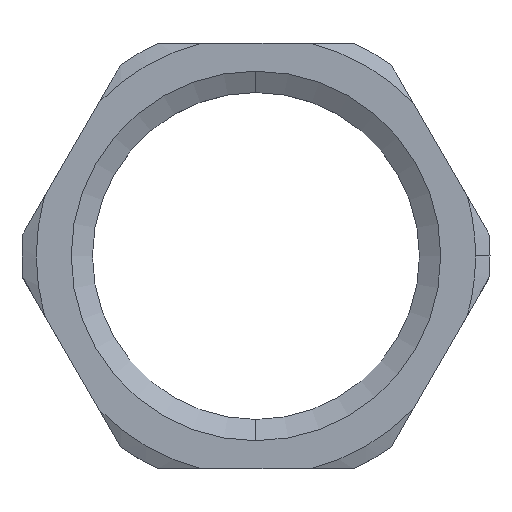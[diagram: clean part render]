
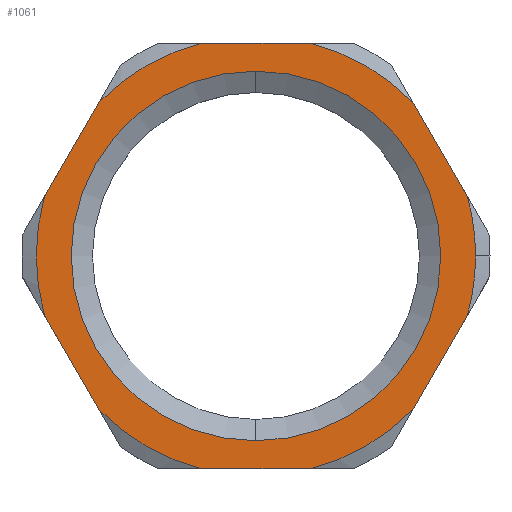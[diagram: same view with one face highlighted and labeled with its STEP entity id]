
A CAD part, top view. The second image highlights one B-rep face of the part: STEP entity #1061.
In plain terms, the highlighted planar face has unit normal (0, 0, 1).
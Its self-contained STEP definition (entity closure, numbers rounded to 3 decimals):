
#4 = VERTEX_POINT ( 'NONE', #991 ) ;
#7 = DIRECTION ( 'NONE',  ( 0., 1., 0. ) ) ;
#21 = AXIS2_PLACEMENT_3D ( 'NONE', #800, #381, #176 ) ;
#51 = EDGE_LOOP ( 'NONE', ( #958, #197 ) ) ;
#68 = DIRECTION ( 'NONE',  ( -1., 0., 0. ) ) ;
#70 = EDGE_CURVE ( 'NONE', #4, #1172, #978, .T. ) ;
#100 = CARTESIAN_POINT ( 'NONE',  ( 0., 0., 0. ) ) ;
#106 = CARTESIAN_POINT ( 'NONE',  ( 0., 0., 0. ) ) ;
#124 = VERTEX_POINT ( 'NONE', #276 ) ;
#125 = DIRECTION ( 'NONE',  ( 0., 0., 1. ) ) ;
#129 = EDGE_CURVE ( 'NONE', #124, #684, #880, .T. ) ;
#142 = EDGE_CURVE ( 'NONE', #805, #300, #1062, .T. ) ;
#144 = CARTESIAN_POINT ( 'NONE',  ( -2.433, 9.5, 0. ) ) ;
#149 = VECTOR ( 'NONE', #174, 1000. ) ;
#168 = DIRECTION ( 'NONE',  ( 0., -1., 0. ) ) ;
#174 = DIRECTION ( 'NONE',  ( -0.5, 0.866, 0. ) ) ;
#176 = DIRECTION ( 'NONE',  ( 0., 1., 0. ) ) ;
#197 = ORIENTED_EDGE ( 'NONE', *, *, #1056, .T. ) ;
#210 = ORIENTED_EDGE ( 'NONE', *, *, #582, .T. ) ;
#214 = CARTESIAN_POINT ( 'NONE',  ( 0., 0., 0. ) ) ;
#227 = ORIENTED_EDGE ( 'NONE', *, *, #573, .F. ) ;
#241 = CIRCLE ( 'NONE', #1228, 9.807 ) ;
#246 = EDGE_CURVE ( 'NONE', #300, #418, #568, .T. ) ;
#253 = EDGE_CURVE ( 'NONE', #684, #926, #1007, .T. ) ;
#266 = ORIENTED_EDGE ( 'NONE', *, *, #644, .F. ) ;
#272 = FACE_BOUND ( 'NONE', #51, .T. ) ;
#276 = CARTESIAN_POINT ( 'NONE',  ( 7.011, -6.857, 0. ) ) ;
#291 = EDGE_CURVE ( 'NONE', #415, #1287, #893, .T. ) ;
#293 = DIRECTION ( 'NONE',  ( 0., 0., -1. ) ) ;
#300 = VERTEX_POINT ( 'NONE', #376 ) ;
#338 = CARTESIAN_POINT ( 'NONE',  ( -2.433, -9.5, 0. ) ) ;
#376 = CARTESIAN_POINT ( 'NONE',  ( 2.433, 9.5, 0. ) ) ;
#381 = DIRECTION ( 'NONE',  ( 0., 0., -1. ) ) ;
#391 = ORIENTED_EDGE ( 'NONE', *, *, #723, .T. ) ;
#414 = DIRECTION ( 'NONE',  ( 0., 0., -1. ) ) ;
#415 = VERTEX_POINT ( 'NONE', #925 ) ;
#418 = VERTEX_POINT ( 'NONE', #725 ) ;
#419 = VECTOR ( 'NONE', #1190, 1000. ) ;
#426 = VECTOR ( 'NONE', #1258, 1000. ) ;
#427 = VERTEX_POINT ( 'NONE', #618 ) ;
#429 = DIRECTION ( 'NONE',  ( 0.5, -0.866, 0. ) ) ;
#464 = DIRECTION ( 'NONE',  ( 0., 0., -1. ) ) ;
#522 = LINE ( 'NONE', #1045, #820 ) ;
#527 = CARTESIAN_POINT ( 'NONE',  ( -7.011, 6.857, 0. ) ) ;
#533 = DIRECTION ( 'NONE',  ( 0.963, -0.269, 0. ) ) ;
#535 = CIRCLE ( 'NONE', #21, 8.25 ) ;
#548 = DIRECTION ( 'NONE',  ( 1., 0., 0. ) ) ;
#558 = ORIENTED_EDGE ( 'NONE', *, *, #246, .F. ) ;
#568 = CIRCLE ( 'NONE', #1329, 9.807 ) ;
#571 = DIRECTION ( 'NONE',  ( 0.248, 0.969, 0. ) ) ;
#573 = EDGE_CURVE ( 'NONE', #1181, #124, #1196, .T. ) ;
#582 = EDGE_CURVE ( 'NONE', #415, #1172, #1139, .T. ) ;
#583 = ORIENTED_EDGE ( 'NONE', *, *, #253, .F. ) ;
#614 = DIRECTION ( 'NONE',  ( 0.963, -0.269, 0. ) ) ;
#618 = CARTESIAN_POINT ( 'NONE',  ( 0., -8.25, 0. ) ) ;
#632 = CARTESIAN_POINT ( 'NONE',  ( 0., 8.25, 0. ) ) ;
#635 = CARTESIAN_POINT ( 'NONE',  ( 9.807, 0., 0. ) ) ;
#639 = ORIENTED_EDGE ( 'NONE', *, *, #70, .F. ) ;
#643 = CARTESIAN_POINT ( 'NONE',  ( 0., 0., 0. ) ) ;
#644 = EDGE_CURVE ( 'NONE', #418, #699, #522, .T. ) ;
#670 = EDGE_CURVE ( 'NONE', #926, #4, #1286, .T. ) ;
#674 = VERTEX_POINT ( 'NONE', #632 ) ;
#683 = CARTESIAN_POINT ( 'NONE',  ( 0., 0., 0. ) ) ;
#684 = VERTEX_POINT ( 'NONE', #1131 ) ;
#695 = CARTESIAN_POINT ( 'NONE',  ( 0., 0., 0. ) ) ;
#699 = VERTEX_POINT ( 'NONE', #1251 ) ;
#700 = DIRECTION ( 'NONE',  ( -0.715, 0.699, 0. ) ) ;
#723 = EDGE_CURVE ( 'NONE', #1181, #888, #241, .T. ) ;
#725 = CARTESIAN_POINT ( 'NONE',  ( 7.011, 6.857, 0. ) ) ;
#749 = AXIS2_PLACEMENT_3D ( 'NONE', #1202, #293, #700 ) ;
#753 = DIRECTION ( 'NONE',  ( 0.715, -0.699, 0. ) ) ;
#772 = CIRCLE ( 'NONE', #749, 9.807 ) ;
#774 = AXIS2_PLACEMENT_3D ( 'NONE', #842, #414, #1123 ) ;
#800 = CARTESIAN_POINT ( 'NONE',  ( 0., 0., 0. ) ) ;
#805 = VERTEX_POINT ( 'NONE', #904 ) ;
#820 = VECTOR ( 'NONE', #429, 1000. ) ;
#832 = CARTESIAN_POINT ( 'NONE',  ( 9.444, -2.643, 0. ) ) ;
#842 = CARTESIAN_POINT ( 'NONE',  ( 0., 0., 0. ) ) ;
#846 = DIRECTION ( 'NONE',  ( 0., 0., 1. ) ) ;
#860 = ORIENTED_EDGE ( 'NONE', *, *, #291, .F. ) ;
#868 = ORIENTED_EDGE ( 'NONE', *, *, #129, .F. ) ;
#874 = CARTESIAN_POINT ( 'NONE',  ( 0., 0., 0. ) ) ;
#880 = CIRCLE ( 'NONE', #1129, 9.807 ) ;
#888 = VERTEX_POINT ( 'NONE', #635 ) ;
#893 = LINE ( 'NONE', #1290, #419 ) ;
#901 = CARTESIAN_POINT ( 'NONE',  ( 9.444, -2.643, 0. ) ) ;
#904 = CARTESIAN_POINT ( 'NONE',  ( -2.433, 9.5, 0. ) ) ;
#906 = EDGE_CURVE ( 'NONE', #888, #699, #941, .T. ) ;
#919 = ORIENTED_EDGE ( 'NONE', *, *, #906, .T. ) ;
#925 = CARTESIAN_POINT ( 'NONE',  ( -9.444, 2.643, 0. ) ) ;
#926 = VERTEX_POINT ( 'NONE', #338 ) ;
#939 = DIRECTION ( 'NONE',  ( 0., 0., 1. ) ) ;
#941 = CIRCLE ( 'NONE', #1135, 9.807 ) ;
#944 = DIRECTION ( 'NONE',  ( -0.963, 0.269, 0. ) ) ;
#950 = VECTOR ( 'NONE', #548, 1000. ) ;
#955 = EDGE_LOOP ( 'NONE', ( #266, #558, #1278, #1066, #860, #210, #639, #1292, #583, #868, #227, #391, #919 ) ) ;
#958 = ORIENTED_EDGE ( 'NONE', *, *, #1297, .F. ) ;
#978 = LINE ( 'NONE', #1187, #149 ) ;
#980 = FACE_OUTER_BOUND ( 'NONE', #955, .T. ) ;
#989 = CARTESIAN_POINT ( 'NONE',  ( 2.433, -9.5, 0. ) ) ;
#991 = CARTESIAN_POINT ( 'NONE',  ( -7.011, -6.857, 0. ) ) ;
#992 = CIRCLE ( 'NONE', #1179, 8.25 ) ;
#1005 = CARTESIAN_POINT ( 'NONE',  ( -9.444, -2.643, 0. ) ) ;
#1007 = LINE ( 'NONE', #989, #1087 ) ;
#1045 = CARTESIAN_POINT ( 'NONE',  ( 7.011, 6.857, 0. ) ) ;
#1056 = EDGE_CURVE ( 'NONE', #674, #427, #535, .T. ) ;
#1061 = ADVANCED_FACE ( 'NONE', ( #272, #980 ), #1081, .F. ) ;
#1062 = LINE ( 'NONE', #144, #950 ) ;
#1066 = ORIENTED_EDGE ( 'NONE', *, *, #1191, .F. ) ;
#1072 = AXIS2_PLACEMENT_3D ( 'NONE', #695, #464, #168 ) ;
#1081 = PLANE ( 'NONE',  #1072 ) ;
#1087 = VECTOR ( 'NONE', #68, 1000. ) ;
#1088 = DIRECTION ( 'NONE',  ( 0., 0., -1. ) ) ;
#1123 = DIRECTION ( 'NONE',  ( -0.248, -0.969, 0. ) ) ;
#1129 = AXIS2_PLACEMENT_3D ( 'NONE', #683, #1088, #753 ) ;
#1131 = CARTESIAN_POINT ( 'NONE',  ( 2.433, -9.5, 0. ) ) ;
#1135 = AXIS2_PLACEMENT_3D ( 'NONE', #106, #125, #533 ) ;
#1139 = CIRCLE ( 'NONE', #1180, 9.807 ) ;
#1172 = VERTEX_POINT ( 'NONE', #1005 ) ;
#1179 = AXIS2_PLACEMENT_3D ( 'NONE', #100, #939, #7 ) ;
#1180 = AXIS2_PLACEMENT_3D ( 'NONE', #214, #1243, #944 ) ;
#1181 = VERTEX_POINT ( 'NONE', #901 ) ;
#1187 = CARTESIAN_POINT ( 'NONE',  ( -7.011, -6.857, 0. ) ) ;
#1190 = DIRECTION ( 'NONE',  ( 0.5, 0.866, 0. ) ) ;
#1191 = EDGE_CURVE ( 'NONE', #1287, #805, #772, .T. ) ;
#1196 = LINE ( 'NONE', #832, #426 ) ;
#1202 = CARTESIAN_POINT ( 'NONE',  ( 0., 0., 0. ) ) ;
#1228 = AXIS2_PLACEMENT_3D ( 'NONE', #643, #846, #614 ) ;
#1243 = DIRECTION ( 'NONE',  ( 0., 0., 1. ) ) ;
#1251 = CARTESIAN_POINT ( 'NONE',  ( 9.444, 2.643, 0. ) ) ;
#1258 = DIRECTION ( 'NONE',  ( -0.5, -0.866, 0. ) ) ;
#1275 = DIRECTION ( 'NONE',  ( 0., 0., -1. ) ) ;
#1278 = ORIENTED_EDGE ( 'NONE', *, *, #142, .F. ) ;
#1286 = CIRCLE ( 'NONE', #774, 9.807 ) ;
#1287 = VERTEX_POINT ( 'NONE', #527 ) ;
#1290 = CARTESIAN_POINT ( 'NONE',  ( -9.444, 2.643, 0. ) ) ;
#1292 = ORIENTED_EDGE ( 'NONE', *, *, #670, .F. ) ;
#1297 = EDGE_CURVE ( 'NONE', #674, #427, #992, .T. ) ;
#1329 = AXIS2_PLACEMENT_3D ( 'NONE', #874, #1275, #571 ) ;
